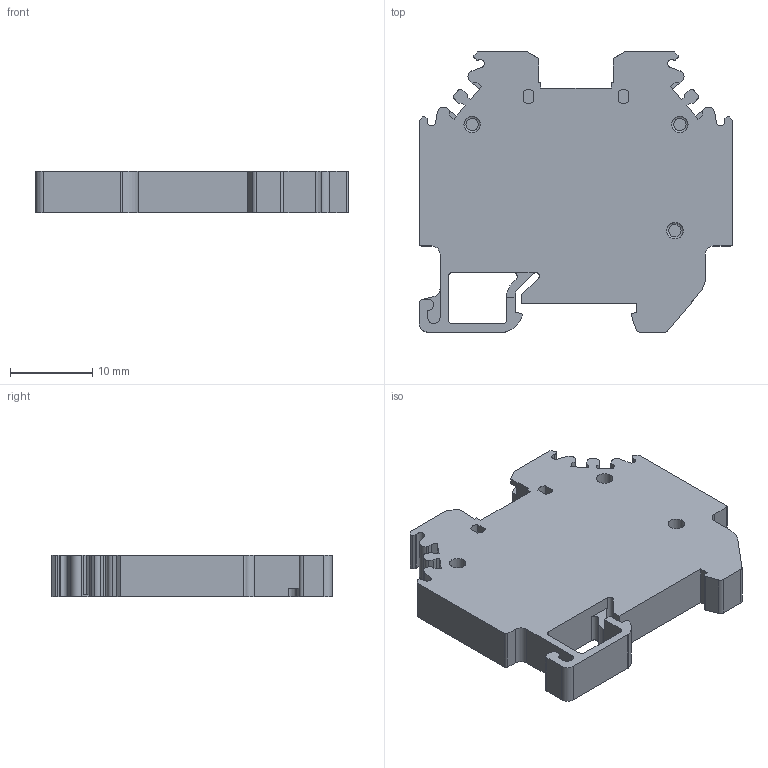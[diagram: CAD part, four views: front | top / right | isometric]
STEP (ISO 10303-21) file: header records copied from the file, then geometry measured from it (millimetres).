
FILE_DESCRIPTION(/* description */ ('Unknown'),/* implementation_level */ '2;1');
FILE_NAME(/* name */ '6SCT2.5MCH',/* time_stamp */ '2016-10-13T17:24:05+06:00',/* author */ ('Unknown'),/* organization */ ('Unknown'),/* preprocessor_version */ 'ST-DEVELOPER v16',/* originating_system */ 'DEX',/* authorisation */ $);
FILE_SCHEMA (('AUTOMOTIVE_DESIGN {1 0 10303 214 3 1 1}'));
Length unit declared in the file: millimetre
Products named in the file (1): 6SCT2.5MCH
Bounding box: 38 x 34 x 5 mm (x, y, z)
Volume: 4876.4 mm3; surface area: 3215.8 mm2
Topology: 1 solids, 1 shells, 183 faces, 523 edges, 348 vertices
Faces by surface type: plane 122, cylinder 58, torus 3
Full cylindrical faces by diameter (mm): 2 x3
Entity records: 5939 total; most frequent: CARTESIAN_POINT 1043, ORIENTED_EDGE 1028, DIRECTION 1003, EDGE_CURVE 514, LINE 393, VECTOR 393, VERTEX_POINT 345, AXIS2_PLACEMENT_3D 305
